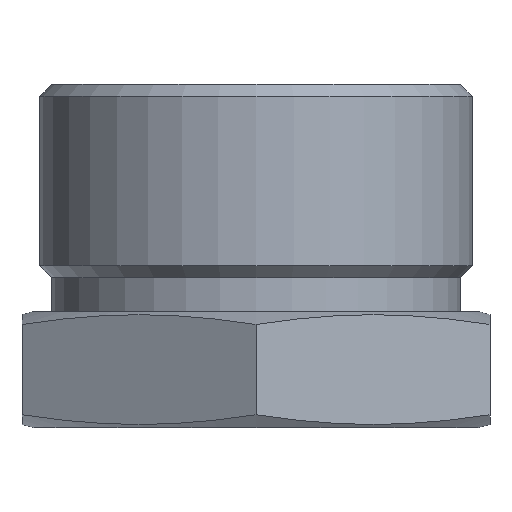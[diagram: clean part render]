
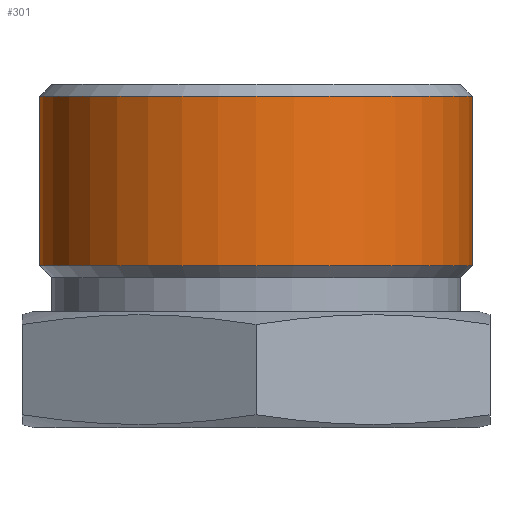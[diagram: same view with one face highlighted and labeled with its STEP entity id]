
A CAD part, front view. The second image highlights one B-rep face of the part: STEP entity #301.
In plain terms, the highlighted cylindrical face has radius 19.05 mm (diameter 38.1 mm), a full revolution.
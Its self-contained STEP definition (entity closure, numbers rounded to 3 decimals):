
#53=LINE('',#557,#66);
#66=VECTOR('',#439,19.05);
#70=CYLINDRICAL_SURFACE('',#359,19.05);
#85=FACE_OUTER_BOUND('',#105,.T.);
#105=EDGE_LOOP('',(#265,#266,#267,#268,#269,#270));
#121=CIRCLE('',#345,19.05);
#124=CIRCLE('',#348,19.05);
#126=CIRCLE('',#352,19.05);
#127=CIRCLE('',#353,19.05);
#137=VERTEX_POINT('',#478);
#138=VERTEX_POINT('',#479);
#148=VERTEX_POINT('',#516);
#149=VERTEX_POINT('',#518);
#168=EDGE_CURVE('',#137,#138,#121,.T.);
#172=EDGE_CURVE('',#138,#137,#124,.T.);
#182=EDGE_CURVE('',#149,#148,#126,.T.);
#183=EDGE_CURVE('',#148,#149,#127,.T.);
#196=EDGE_CURVE('',#149,#138,#53,.T.);
#265=ORIENTED_EDGE('',*,*,#182,.T.);
#266=ORIENTED_EDGE('',*,*,#183,.T.);
#267=ORIENTED_EDGE('',*,*,#196,.T.);
#268=ORIENTED_EDGE('',*,*,#172,.T.);
#269=ORIENTED_EDGE('',*,*,#168,.T.);
#270=ORIENTED_EDGE('',*,*,#196,.F.);
#301=ADVANCED_FACE('',(#85),#70,.T.);
#345=AXIS2_PLACEMENT_3D('',#480,#400,#401);
#348=AXIS2_PLACEMENT_3D('',#486,#407,#408);
#352=AXIS2_PLACEMENT_3D('',#519,#417,#418);
#353=AXIS2_PLACEMENT_3D('',#520,#419,#420);
#359=AXIS2_PLACEMENT_3D('',#556,#437,#438);
#400=DIRECTION('center_axis',(0.,0.,1.));
#401=DIRECTION('ref_axis',(1.,0.,0.));
#407=DIRECTION('center_axis',(0.,0.,1.));
#408=DIRECTION('ref_axis',(1.,0.,0.));
#417=DIRECTION('center_axis',(0.,0.,-1.));
#418=DIRECTION('ref_axis',(1.,0.,0.));
#419=DIRECTION('center_axis',(0.,0.,-1.));
#420=DIRECTION('ref_axis',(1.,0.,0.));
#437=DIRECTION('center_axis',(0.,0.,1.));
#438=DIRECTION('ref_axis',(1.,0.,0.));
#439=DIRECTION('',(0.,0.,-1.));
#478=CARTESIAN_POINT('',(0.,-19.05,14.25));
#479=CARTESIAN_POINT('',(-19.05,0.,14.25));
#480=CARTESIAN_POINT('Origin',(0.,0.,14.25));
#486=CARTESIAN_POINT('Origin',(0.,0.,14.25));
#516=CARTESIAN_POINT('',(0.,-19.05,29.15));
#518=CARTESIAN_POINT('',(-19.05,0.,29.15));
#519=CARTESIAN_POINT('Origin',(0.,0.,29.15));
#520=CARTESIAN_POINT('Origin',(0.,0.,29.15));
#556=CARTESIAN_POINT('Origin',(0.,0.,13.2));
#557=CARTESIAN_POINT('',(-19.05,0.,13.2));
